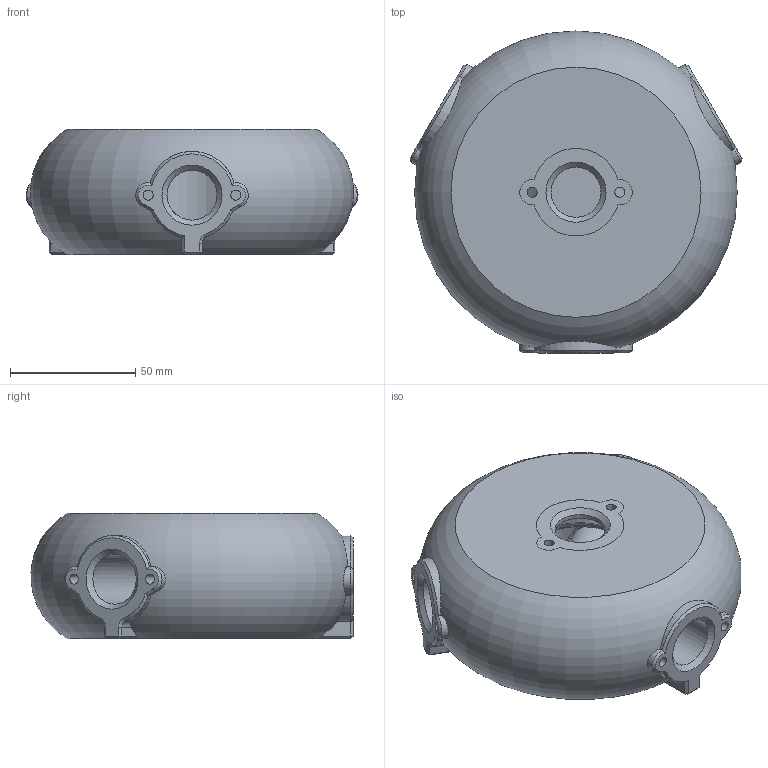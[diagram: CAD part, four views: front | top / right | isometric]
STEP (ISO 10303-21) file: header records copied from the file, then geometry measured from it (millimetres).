
FILE_DESCRIPTION(/* description */ (''),/* implementation_level */ '2;1');
FILE_NAME(/* name */ 'Manifold Triple Pipe.step',/* time_stamp */ '2022-06-23T09:03:46-07:00',/* author */ (''),/* organization */ (''),/* preprocessor_version */ 'ST-DEVELOPER v19',/* originating_system */ 'Autodesk Translation Framework v11.7.0.108',/* authorisation */ '');
FILE_SCHEMA (('AUTOMOTIVE_DESIGN { 1 0 10303 214 3 1 1 }'));
Length unit declared in the file: millimetre
Products named in the file (1): (Unsaved)
Bounding box: 132.72 x 128.73 x 50 mm (x, y, z)
Volume: 495309.1 mm3; surface area: 87359.5 mm2
Topology: 2 solids, 2 shells, 264 faces, 695 edges, 417 vertices
Faces by surface type: plane 94, cylinder 76, bspline 43, cone 29, torus 22
Full cylindrical faces by diameter (mm): 4 x8, 20 x4, 25 x6, 43.828 x1
Entity records: 14443 total; most frequent: CARTESIAN_POINT 8311, ORIENTED_EDGE 1346, DIRECTION 1172, EDGE_CURVE 673, AXIS2_PLACEMENT_3D 481, VERTEX_POINT 417, EDGE_LOOP 292, FACE_OUTER_BOUND 264
